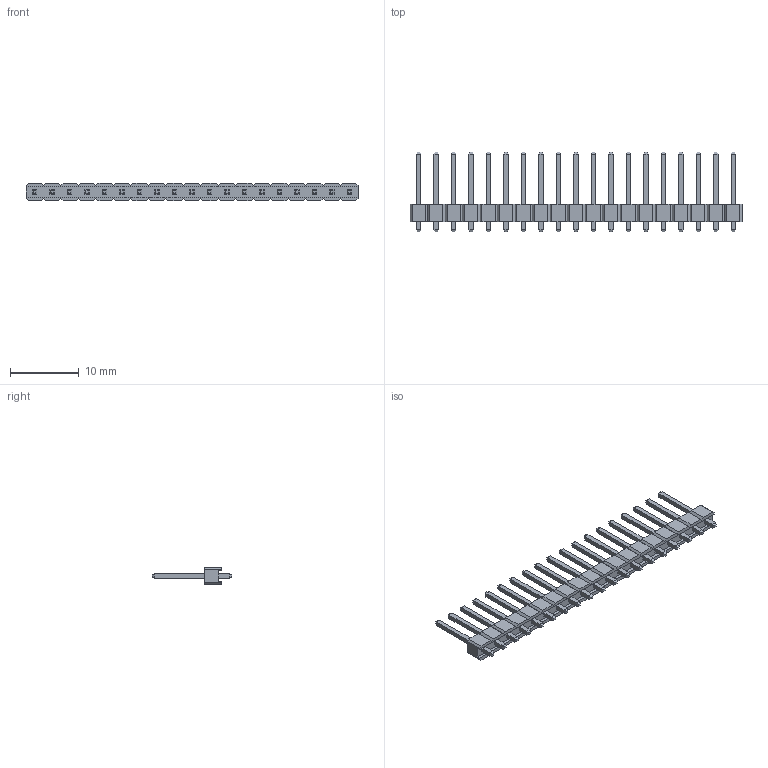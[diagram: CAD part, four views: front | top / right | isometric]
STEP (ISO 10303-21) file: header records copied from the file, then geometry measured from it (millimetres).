
FILE_DESCRIPTION (( 'STEP AP214' ), '1' );
FILE_NAME ('0_19_WA12081538212747.step', '2006-12-08T20:38:25', ( 'SysAdmin' ), ( 'SolidWorks' ), 'SwSTEP 2.0', 'SolidWorks 2007', '' );
FILE_SCHEMA (( 'AUTOMOTIVE_DESIGN' ));
Length unit declared in the file: millimetre
Products named in the file (1): 0_19_WA12081538212747
Bounding box: 48.26 x 11.6 x 2.54 mm (x, y, z)
Volume: 339.8 mm3; surface area: 1009.1 mm2
Topology: 1 solids, 1 shells, 464 faces, 1120 edges, 696 vertices
Faces by surface type: plane 464
Entity records: 14393 total; most frequent: CARTESIAN_POINT 2281, ORIENTED_EDGE 2240, DIRECTION 2050, EDGE_CURVE 1120, VECTOR 1120, LINE 1120, VERTEX_POINT 696, EDGE_LOOP 502
